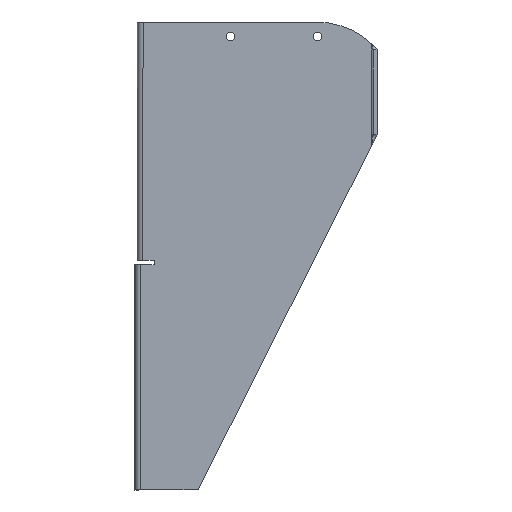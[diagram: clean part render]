
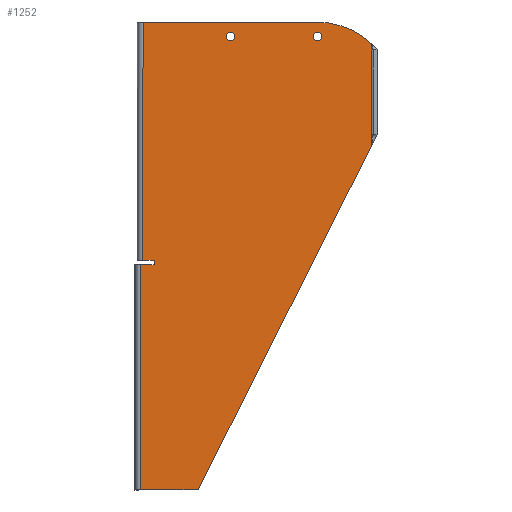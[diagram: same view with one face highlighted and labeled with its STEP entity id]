
A CAD part, top view. The second image highlights one B-rep face of the part: STEP entity #1252.
In plain terms, the highlighted planar face has unit normal (0, 0, 1).
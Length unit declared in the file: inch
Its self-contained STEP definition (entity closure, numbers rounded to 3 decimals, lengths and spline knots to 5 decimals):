
#78=CARTESIAN_POINT('',(0.07233,0.16529,0.063));
#79=VERTEX_POINT('',#78);
#95=CARTESIAN_POINT('',(-0.07267,0.16529,0.063));
#96=VERTEX_POINT('',#95);
#103=CARTESIAN_POINT('',(-0.00017,0.16529,0.063));
#104=DIRECTION('',(0.0,0.0,-1.0));
#105=DIRECTION('',(1.0,0.0,0.0));
#106=AXIS2_PLACEMENT_3D('',#103,#104,#105);
#107=CIRCLE('',#106,0.0725);
#108=EDGE_CURVE('',#79,#96,#107,.T.);
#139=CARTESIAN_POINT('',(-1.52567,0.16529,0.063));
#140=VERTEX_POINT('',#139);
#149=CARTESIAN_POINT('',(-1.38067,0.16529,0.063));
#150=VERTEX_POINT('',#149);
#151=CARTESIAN_POINT('',(-1.45317,0.16529,0.063));
#152=DIRECTION('',(0.0,0.0,-1.0));
#153=DIRECTION('',(-1.0,0.0,0.0));
#154=AXIS2_PLACEMENT_3D('',#151,#152,#153);
#155=CIRCLE('',#154,0.0725);
#156=EDGE_CURVE('',#150,#140,#155,.T.);
#811=CARTESIAN_POINT('',(-1.45317,0.16529,0.063));
#812=DIRECTION('',(0.0,0.0,-1.0));
#813=DIRECTION('',(-1.0,0.0,0.0));
#814=AXIS2_PLACEMENT_3D('',#811,#812,#813);
#815=CIRCLE('',#814,0.0725);
#816=EDGE_CURVE('',#140,#150,#815,.T.);
#875=CARTESIAN_POINT('',(-2.91131,0.4081,0.063));
#876=VERTEX_POINT('',#875);
#884=CARTESIAN_POINT('',(0.00083,0.40588,0.063));
#885=VERTEX_POINT('',#884);
#886=CARTESIAN_POINT('',(0.00083,0.40588,0.063));
#887=DIRECTION('',(-1.,0.001,0.0));
#888=VECTOR('',#887,2.91214);
#889=LINE('',#886,#888);
#890=EDGE_CURVE('',#885,#876,#889,.T.);
#998=CARTESIAN_POINT('',(0.90692,0.04124,0.063));
#999=VERTEX_POINT('',#998);
#1084=CARTESIAN_POINT('',(0.90692,-1.65566,0.063));
#1085=VERTEX_POINT('',#1084);
#1086=CARTESIAN_POINT('',(0.90692,-1.65566,0.063));
#1087=DIRECTION('',(0.0,1.0,0.0));
#1088=VECTOR('',#1087,1.6969);
#1089=LINE('',#1086,#1088);
#1090=EDGE_CURVE('',#1085,#999,#1089,.T.);
#1168=CARTESIAN_POINT('',(-1.25521,-3.453,0.063));
#1169=DIRECTION('',(0.0,0.0,1.0));
#1170=DIRECTION('',(1.0,0.0,0.0));
#1171=AXIS2_PLACEMENT_3D('',#1168,#1169,#1170);
#1172=PLANE('',#1171);
#1173=ORIENTED_EDGE('',*,*,#1090,.T.);
#1174=CARTESIAN_POINT('',(-0.00017,-0.90471,0.063));
#1175=DIRECTION('',(0.0,0.0,-1.));
#1176=DIRECTION('',(0.763,0.646,0.0));
#1177=AXIS2_PLACEMENT_3D('',#1174,#1175,#1176);
#1178=CIRCLE('',#1177,1.31058);
#1179=EDGE_CURVE('',#885,#999,#1178,.T.);
#1180=ORIENTED_EDGE('',*,*,#1179,.F.);
#1181=ORIENTED_EDGE('',*,*,#890,.T.);
#1182=CARTESIAN_POINT('',(-2.91434,-3.56739,0.063));
#1183=VERTEX_POINT('',#1182);
#1184=CARTESIAN_POINT('',(-2.91131,0.4081,0.063));
#1185=DIRECTION('',(-0.001,-1.,0.0));
#1186=VECTOR('',#1185,3.97548);
#1187=LINE('',#1184,#1186);
#1188=EDGE_CURVE('',#876,#1183,#1187,.T.);
#1189=ORIENTED_EDGE('',*,*,#1188,.T.);
#1190=CARTESIAN_POINT('',(-2.72643,-3.56753,0.063));
#1191=VERTEX_POINT('',#1190);
#1192=CARTESIAN_POINT('',(-2.91434,-3.56739,0.063));
#1193=DIRECTION('',(1.,-0.001,0.0));
#1194=VECTOR('',#1193,0.18792);
#1195=LINE('',#1192,#1194);
#1196=EDGE_CURVE('',#1183,#1191,#1195,.T.);
#1197=ORIENTED_EDGE('',*,*,#1196,.T.);
#1198=CARTESIAN_POINT('',(-2.72643,-3.64753,0.063));
#1199=VERTEX_POINT('',#1198);
#1200=CARTESIAN_POINT('',(-2.72643,-3.56753,0.063));
#1201=DIRECTION('',(0.0,-1.0,0.0));
#1202=VECTOR('',#1201,0.08);
#1203=LINE('',#1200,#1202);
#1204=EDGE_CURVE('',#1191,#1199,#1203,.T.);
#1205=ORIENTED_EDGE('',*,*,#1204,.T.);
#1206=CARTESIAN_POINT('',(-2.95657,-3.64753,0.063));
#1207=VERTEX_POINT('',#1206);
#1208=CARTESIAN_POINT('',(-2.72643,-3.64753,0.063));
#1209=DIRECTION('',(-1.0,0.0,0.0));
#1210=VECTOR('',#1209,0.23014);
#1211=LINE('',#1208,#1210);
#1212=EDGE_CURVE('',#1199,#1207,#1211,.T.);
#1213=ORIENTED_EDGE('',*,*,#1212,.T.);
#1214=CARTESIAN_POINT('',(-2.95657,-7.40622,0.063));
#1215=VERTEX_POINT('',#1214);
#1216=CARTESIAN_POINT('',(-2.95657,-3.64753,0.063));
#1217=DIRECTION('',(0.0,-1.0,0.0));
#1218=VECTOR('',#1217,3.75869);
#1219=LINE('',#1216,#1218);
#1220=EDGE_CURVE('',#1207,#1215,#1219,.T.);
#1221=ORIENTED_EDGE('',*,*,#1220,.T.);
#1222=CARTESIAN_POINT('',(-1.98957,-7.40622,0.063));
#1223=VERTEX_POINT('',#1222);
#1224=CARTESIAN_POINT('',(-1.98957,-7.40622,0.063));
#1225=DIRECTION('',(-1.0,0.0,0.0));
#1226=VECTOR('',#1225,0.967);
#1227=LINE('',#1224,#1226);
#1228=EDGE_CURVE('',#1223,#1215,#1227,.T.);
#1229=ORIENTED_EDGE('',*,*,#1228,.F.);
#1230=CARTESIAN_POINT('',(0.90692,-1.65566,0.063));
#1231=DIRECTION('',(-0.45,-0.893,0.0));
#1232=VECTOR('',#1231,6.43883);
#1233=LINE('',#1230,#1232);
#1234=EDGE_CURVE('',#1085,#1223,#1233,.T.);
#1235=ORIENTED_EDGE('',*,*,#1234,.F.);
#1236=EDGE_LOOP('',(#1173,#1180,#1181,#1189,#1197,#1205,#1213,#1221,#1229,#1235));
#1237=FACE_OUTER_BOUND('',#1236,.T.);
#1238=ORIENTED_EDGE('',*,*,#816,.T.);
#1239=ORIENTED_EDGE('',*,*,#156,.T.);
#1240=EDGE_LOOP('',(#1238,#1239));
#1241=FACE_BOUND('',#1240,.T.);
#1242=ORIENTED_EDGE('',*,*,#108,.T.);
#1243=CARTESIAN_POINT('',(-0.00017,0.16529,0.063));
#1244=DIRECTION('',(0.0,0.0,-1.0));
#1245=DIRECTION('',(1.0,0.0,0.0));
#1246=AXIS2_PLACEMENT_3D('',#1243,#1244,#1245);
#1247=CIRCLE('',#1246,0.0725);
#1248=EDGE_CURVE('',#96,#79,#1247,.T.);
#1249=ORIENTED_EDGE('',*,*,#1248,.T.);
#1250=EDGE_LOOP('',(#1242,#1249));
#1251=FACE_BOUND('',#1250,.T.);
#1252=ADVANCED_FACE('',(#1237,#1241,#1251),#1172,.T.);
